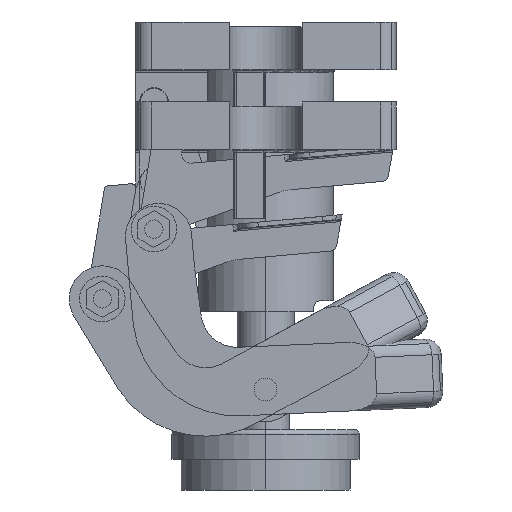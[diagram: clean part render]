
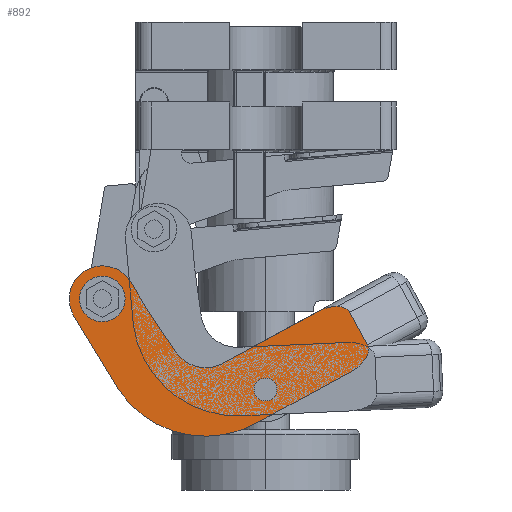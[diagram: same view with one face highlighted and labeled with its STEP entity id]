
A CAD part, left-side view. The second image highlights one B-rep face of the part: STEP entity #892.
In plain terms, the highlighted planar face has unit normal (-1, 0, 0).
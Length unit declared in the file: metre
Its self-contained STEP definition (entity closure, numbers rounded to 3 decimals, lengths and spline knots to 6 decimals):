
#892=ADVANCED_FACE('7:47060',(#1917,#1918,#1919),#1920,.F.);
#1917=FACE_BOUND('',#4527,.T.);
#1918=FACE_BOUND('',#4528,.T.);
#1919=FACE_OUTER_BOUND('',#4529,.T.);
#1920=PLANE('',#4530);
#4527=EDGE_LOOP('',(#8737,#8738));
#4528=EDGE_LOOP('',(#8739,#8740));
#4529=EDGE_LOOP('',(#8741,#8742,#8743,#8744,#8745,#8746,#8747,#8748,#8749,#8750,#8751,#8752,#8753));
#4530=AXIS2_PLACEMENT_3D('',#8754,#8755,#8756);
#8737=ORIENTED_EDGE('',*,*,#12729,.T.);
#8738=ORIENTED_EDGE('',*,*,#12733,.T.);
#8739=ORIENTED_EDGE('',*,*,#12681,.T.);
#8740=ORIENTED_EDGE('',*,*,#12781,.T.);
#8741=ORIENTED_EDGE('',*,*,#12760,.F.);
#8742=ORIENTED_EDGE('',*,*,#12813,.T.);
#8743=ORIENTED_EDGE('',*,*,#12829,.F.);
#8744=ORIENTED_EDGE('',*,*,#12826,.F.);
#8745=ORIENTED_EDGE('',*,*,#12822,.F.);
#8746=ORIENTED_EDGE('',*,*,#12820,.T.);
#8747=ORIENTED_EDGE('',*,*,#12818,.T.);
#8748=ORIENTED_EDGE('',*,*,#12835,.T.);
#8749=ORIENTED_EDGE('',*,*,#12746,.T.);
#8750=ORIENTED_EDGE('',*,*,#12757,.F.);
#8751=ORIENTED_EDGE('',*,*,#12719,.F.);
#8752=ORIENTED_EDGE('',*,*,#12758,.T.);
#8753=ORIENTED_EDGE('',*,*,#12713,.F.);
#8754=CARTESIAN_POINT('',(-0.0445,0.054309,-0.114962));
#8755=DIRECTION('',(1.0,0.,0.));
#8756=DIRECTION('',(0.,0.518,0.855));
#12681=EDGE_CURVE('7:47243',#14876,#14873,#14877,.T.);
#12713=EDGE_CURVE('7:47162',#14933,#14936,#14937,.T.);
#12719=EDGE_CURVE('7:47150',#14946,#14942,#14948,.T.);
#12729=EDGE_CURVE('7:47066',#14966,#14963,#14967,.T.);
#12733=EDGE_CURVE('7:47066',#14963,#14966,#14972,.T.);
#12746=EDGE_CURVE('7:47111',#14990,#14988,#14991,.T.);
#12757=EDGE_CURVE('7:47150',#14942,#14988,#15009,.T.);
#12758=EDGE_CURVE('7:47156',#14946,#14936,#15010,.T.);
#12760=EDGE_CURVE('7:47162',#15011,#14933,#15013,.T.);
#12781=EDGE_CURVE('7:47243',#14873,#14876,#15039,.T.);
#12813=EDGE_CURVE('7:47378',#15011,#15090,#15092,.T.);
#12818=EDGE_CURVE('7:47333',#15094,#15099,#15101,.T.);
#12820=EDGE_CURVE('7:47339',#15104,#15094,#15105,.T.);
#12822=EDGE_CURVE('7:47345',#15104,#15107,#15108,.T.);
#12826=EDGE_CURVE('7:47357',#15107,#15114,#15115,.T.);
#12829=EDGE_CURVE('7:47366',#15114,#15090,#15118,.T.);
#12835=EDGE_CURVE('7:47438',#15099,#14990,#15124,.T.);
#14873=VERTEX_POINT('',#18392);
#14876=VERTEX_POINT('',#18396);
#14877=CIRCLE('',#18397,0.004);
#14933=VERTEX_POINT('',#18490);
#14936=VERTEX_POINT('',#18494);
#14937=ELLIPSE('',#18495,0.011754,0.007);
#14942=VERTEX_POINT('',#18501);
#14946=VERTEX_POINT('',#18506);
#14948=ELLIPSE('',#18509,0.011754,0.007);
#14963=VERTEX_POINT('',#18554);
#14966=VERTEX_POINT('',#18558);
#14967=CIRCLE('',#18559,0.004);
#14972=CIRCLE('',#18565,0.004);
#14988=VERTEX_POINT('',#18642);
#14990=VERTEX_POINT('',#18645);
#14991=LINE('',#18646,#18647);
#15009=ELLIPSE('',#18689,0.011754,0.007);
#15010=LINE('',#18690,#18691);
#15011=VERTEX_POINT('',#18692);
#15013=ELLIPSE('',#18695,0.011754,0.007);
#15039=CIRCLE('',#18769,0.004);
#15090=VERTEX_POINT('',#18841);
#15092=LINE('',#18844,#18845);
#15094=VERTEX_POINT('',#18848);
#15099=VERTEX_POINT('',#18855);
#15101=LINE('',#18858,#18859);
#15104=VERTEX_POINT('',#18862);
#15105=CIRCLE('',#18863,0.0145);
#15107=VERTEX_POINT('',#18866);
#15108=LINE('',#18867,#18868);
#15114=VERTEX_POINT('',#18877);
#15115=LINE('',#18878,#18879);
#15118=CIRCLE('',#18883,0.015936);
#15124=CIRCLE('',#18891,0.045936);
#18392=CARTESIAN_POINT('',(-0.0445,0.075089,-0.088366));
#18396=CARTESIAN_POINT('',(-0.0445,0.068232,-0.084246));
#18397=AXIS2_PLACEMENT_3D('',#23012,#23013,#23014);
#18490=CARTESIAN_POINT('',(-0.0445,-0.031357,-0.08956));
#18494=CARTESIAN_POINT('',(-0.0445,-0.036746,-0.092265));
#18495=AXIS2_PLACEMENT_3D('',#23078,#23079,#23080);
#18501=CARTESIAN_POINT('',(-0.0445,-0.043729,-0.112325));
#18506=CARTESIAN_POINT('',(-0.0445,-0.044389,-0.106333));
#18509=AXIS2_PLACEMENT_3D('',#23090,#23091,#23092);
#18554=CARTESIAN_POINT('',(-0.0445,0.003579,-0.12806));
#18558=CARTESIAN_POINT('',(-0.0445,-0.003279,-0.12394));
#18559=AXIS2_PLACEMENT_3D('',#23104,#23105,#23106);
#18565=AXIS2_PLACEMENT_3D('',#23114,#23115,#23116);
#18642=CARTESIAN_POINT('',(-0.0445,-0.03741,-0.118097));
#18645=CARTESIAN_POINT('',(-0.0445,0.004405,-0.140858));
#18646=CARTESIAN_POINT('',(-0.0445,0.004405,-0.140858));
#18647=VECTOR('',#23137,1.0);
#18689=AXIS2_PLACEMENT_3D('',#23151,#23152,#23153);
#18690=CARTESIAN_POINT('',(-0.0445,-0.029458,-0.078853));
#18691=VECTOR('',#23154,1.);
#18692=CARTESIAN_POINT('',(-0.0445,-0.023076,-0.091726));
#18695=AXIS2_PLACEMENT_3D('',#23156,#23157,#23158);
#18769=AXIS2_PLACEMENT_3D('',#23200,#23201,#23202);
#18841=CARTESIAN_POINT('',(-0.0445,0.019897,-0.115075));
#18844=CARTESIAN_POINT('',(-0.0445,-0.041136,-0.081913));
#18845=VECTOR('',#23252,1.);
#18848=CARTESIAN_POINT('',(-0.0445,0.084064,-0.093816));
#18855=CARTESIAN_POINT('',(-0.0445,0.064523,-0.126087));
#18858=CARTESIAN_POINT('',(-0.0445,0.091574,-0.081413));
#18859=VECTOR('',#23257,1.0);
#18862=CARTESIAN_POINT('',(-0.0445,0.059257,-0.078795));
#18863=AXIS2_PLACEMENT_3D('',#23261,#23262,#23263);
#18866=CARTESIAN_POINT('',(-0.0445,0.051177,-0.092139));
#18867=CARTESIAN_POINT('',(-0.0445,0.066768,-0.066392));
#18868=VECTOR('',#23265,1.0);
#18877=CARTESIAN_POINT('',(-0.0445,0.039603,-0.109384));
#18878=CARTESIAN_POINT('',(-0.0445,0.051177,-0.092139));
#18879=VECTOR('',#23269,1.0);
#18883=AXIS2_PLACEMENT_3D('',#23274,#23275,#23276);
#18891=AXIS2_PLACEMENT_3D('',#23288,#23289,#23290);
#23012=CARTESIAN_POINT('',(-0.0445,0.071661,-0.086306));
#23013=DIRECTION('',(1.0,0.,0.));
#23014=DIRECTION('',(0.,0.857,-0.515));
#23078=CARTESIAN_POINT('',(-0.0445,-0.026418,-0.097877));
#23079=DIRECTION('',(1.0,0.,0.));
#23080=DIRECTION('',(0.,-0.879,0.477));
#23090=CARTESIAN_POINT('',(-0.0445,-0.034064,-0.111949));
#23091=DIRECTION('',(1.0,0.,0.));
#23092=DIRECTION('',(0.,-0.878,0.478));
#23104=CARTESIAN_POINT('',(-0.0445,0.00015,-0.126));
#23105=DIRECTION('',(1.0,0.,0.));
#23106=DIRECTION('',(0.,0.857,-0.515));
#23114=CARTESIAN_POINT('',(-0.0445,0.00015,-0.126));
#23115=DIRECTION('',(1.0,0.,0.));
#23116=DIRECTION('',(0.,0.857,-0.515));
#23137=DIRECTION('',(0.,-0.878,0.478));
#23151=CARTESIAN_POINT('',(-0.0445,-0.034064,-0.111949));
#23152=DIRECTION('',(1.0,0.,0.));
#23153=DIRECTION('',(0.,-0.878,0.478));
#23154=DIRECTION('',(0.,0.477,0.879));
#23156=CARTESIAN_POINT('',(-0.0445,-0.026418,-0.097877));
#23157=DIRECTION('',(1.0,0.,0.));
#23158=DIRECTION('',(0.,-0.879,0.477));
#23200=CARTESIAN_POINT('',(-0.0445,0.071661,-0.086306));
#23201=DIRECTION('',(1.0,0.,0.));
#23202=DIRECTION('',(0.,0.857,-0.515));
#23252=DIRECTION('',(0.,0.879,-0.477));
#23257=DIRECTION('',(0.,-0.518,-0.855));
#23261=CARTESIAN_POINT('',(-0.0445,0.071661,-0.086306));
#23262=DIRECTION('',(-1.0,0.,0.));
#23263=DIRECTION('',(0.,-0.855,0.518));
#23265=DIRECTION('',(0.,-0.518,-0.855));
#23269=DIRECTION('',(0.,-0.557,-0.83));
#23274=CARTESIAN_POINT('',(-0.0445,0.026366,-0.100511));
#23275=DIRECTION('',(-1.0,0.,0.));
#23276=DIRECTION('',(0.,0.878,-0.478));
#23288=CARTESIAN_POINT('',(-0.0445,0.026366,-0.100511));
#23289=DIRECTION('',(-1.0,0.,0.));
#23290=DIRECTION('',(0.,0.878,-0.478));
